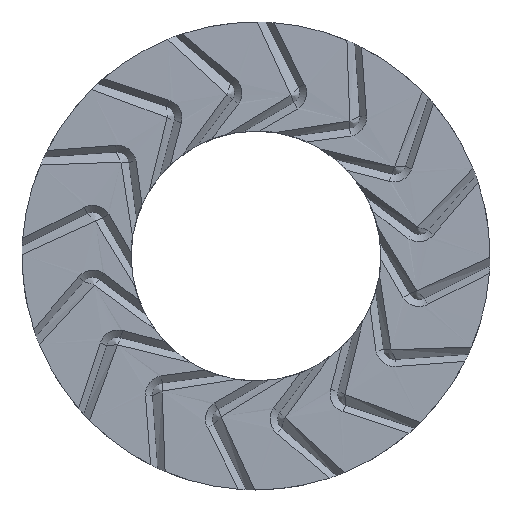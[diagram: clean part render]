
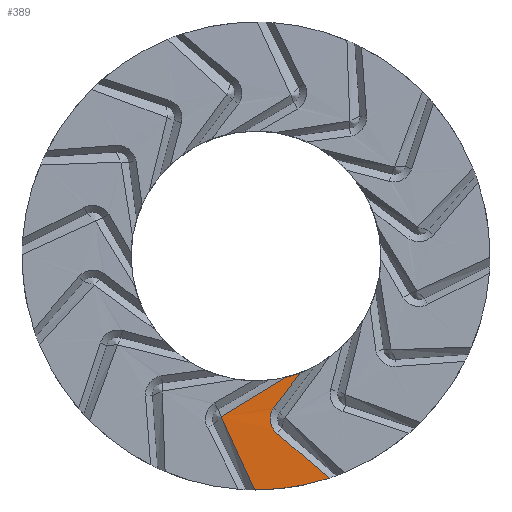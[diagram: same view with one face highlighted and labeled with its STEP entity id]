
A CAD part, top view. The second image highlights one B-rep face of the part: STEP entity #389.
In plain terms, the highlighted planar face has unit normal (0, 0, 1).
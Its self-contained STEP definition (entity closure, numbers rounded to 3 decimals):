
#389 = ADVANCED_FACE( '', ( #798 ), #799, .T. );
#798 = FACE_OUTER_BOUND( '', #1553, .T. );
#799 = PLANE( '', #1554 );
#1553 = EDGE_LOOP( '', ( #2628, #2629, #2630, #2631, #2632, #2633, #2634, #2635 ) );
#1554 = AXIS2_PLACEMENT_3D( '', #2636, #2637, #2638 );
#2628 = ORIENTED_EDGE( '', *, *, #3226, .F. );
#2629 = ORIENTED_EDGE( '', *, *, #3144, .T. );
#2630 = ORIENTED_EDGE( '', *, *, #2951, .F. );
#2631 = ORIENTED_EDGE( '', *, *, #3167, .T. );
#2632 = ORIENTED_EDGE( '', *, *, #3183, .F. );
#2633 = ORIENTED_EDGE( '', *, *, #3107, .F. );
#2634 = ORIENTED_EDGE( '', *, *, #2892, .F. );
#2635 = ORIENTED_EDGE( '', *, *, #2891, .F. );
#2636 = CARTESIAN_POINT( '', ( 0., 0., 0. ) );
#2637 = DIRECTION( '', ( 0., 0., 1. ) );
#2638 = DIRECTION( '', ( 1., 0., 0. ) );
#2891 = EDGE_CURVE( '', #3443, #3446, #3447, .F. );
#2892 = EDGE_CURVE( '', #3446, #3448, #3449, .F. );
#2951 = EDGE_CURVE( '', #3543, #3544, #3545, .T. );
#3107 = EDGE_CURVE( '', #3448, #3764, #3767, .F. );
#3144 = EDGE_CURVE( '', #3818, #3544, #3819, .F. );
#3167 = EDGE_CURVE( '', #3543, #3848, #3850, .T. );
#3183 = EDGE_CURVE( '', #3764, #3848, #3869, .F. );
#3226 = EDGE_CURVE( '', #3818, #3443, #3914, .T. );
#3443 = VERTEX_POINT( '', #4229 );
#3446 = VERTEX_POINT( '', #4233 );
#3447 = B_SPLINE_CURVE_WITH_KNOTS( '', 3, ( #4234, #4235, #4236, #4237 ), .UNSPECIFIED., .F., .F., ( 4, 4 ), ( 0.293, 1. ), .UNSPECIFIED. );
#3448 = VERTEX_POINT( '', #4238 );
#3449 = B_SPLINE_CURVE_WITH_KNOTS( '', 3, ( #4239, #4240, #4241, #4242 ), .UNSPECIFIED., .F., .F., ( 4, 4 ), ( 0., 0.293 ), .UNSPECIFIED. );
#3543 = VERTEX_POINT( '', #4390 );
#3544 = VERTEX_POINT( '', #4391 );
#3545 = LINE( '', #4392, #4393 );
#3764 = VERTEX_POINT( '', #4731 );
#3767 = LINE( '', #4735, #4736 );
#3818 = VERTEX_POINT( '', #4790 );
#3819 = CIRCLE( '', #4791, 2.67 );
#3848 = VERTEX_POINT( '', #4830 );
#3850 = LINE( '', #4832, #4833 );
#3869 = CIRCLE( '', #4856, 5. );
#3914 = LINE( '', #4915, #4916 );
#4229 = CARTESIAN_POINT( '', ( 0.38, -3.241, -0.004 ) );
#4233 = CARTESIAN_POINT( '', ( 0.34, -3.646, 0.001 ) );
#4234 = CARTESIAN_POINT( '', ( 0.34, -3.646, 0.001 ) );
#4235 = CARTESIAN_POINT( '', ( 0.284, -3.518, -0.003 ) );
#4236 = CARTESIAN_POINT( '', ( 0.295, -3.361, -0.007 ) );
#4237 = CARTESIAN_POINT( '', ( 0.382, -3.247, -0.009 ) );
#4238 = CARTESIAN_POINT( '', ( 0.447, -3.786, 0.003 ) );
#4239 = CARTESIAN_POINT( '', ( 0.443, -3.784, 0.005 ) );
#4240 = CARTESIAN_POINT( '', ( 0.398, -3.747, 0.004 ) );
#4241 = CARTESIAN_POINT( '', ( 0.363, -3.699, 0.002 ) );
#4242 = CARTESIAN_POINT( '', ( 0.34, -3.646, 0.001 ) );
#4390 = CARTESIAN_POINT( '', ( -0.748, -3.433, 0. ) );
#4391 = CARTESIAN_POINT( '', ( 0.63, -2.595, 0. ) );
#4392 = CARTESIAN_POINT( '', ( 1.291, -2.208, 0. ) );
#4393 = VECTOR( '', #5123, 1000. );
#4731 = CARTESIAN_POINT( '', ( 1.562, -4.75, 0. ) );
#4735 = CARTESIAN_POINT( '', ( -1.68, -1.936, 0. ) );
#4736 = VECTOR( '', #5260, 1000. );
#4790 = CARTESIAN_POINT( '', ( 0.952, -2.495, 0. ) );
#4791 = AXIS2_PLACEMENT_3D( '', #5348, #5349, #5350 );
#4830 = CARTESIAN_POINT( '', ( -0.032, -5., 0. ) );
#4832 = CARTESIAN_POINT( '', ( -0.308, -4.448, 0. ) );
#4833 = VECTOR( '', #5375, 1000. );
#4856 = AXIS2_PLACEMENT_3D( '', #5408, #5409, #5410 );
#4915 = CARTESIAN_POINT( '', ( 1.805, -1.369, 0. ) );
#4916 = VECTOR( '', #5444, 1000. );
#5123 = DIRECTION( '', ( 0.863, 0.505, 0. ) );
#5260 = DIRECTION( '', ( -0.755, 0.655, 0. ) );
#5348 = CARTESIAN_POINT( '', ( 0., 0., 0. ) );
#5349 = DIRECTION( '', ( 0., 0., 1. ) );
#5350 = DIRECTION( '', ( 1., 0., 0. ) );
#5375 = DIRECTION( '', ( 0.447, -0.895, 0. ) );
#5408 = CARTESIAN_POINT( '', ( 0., 0., 0. ) );
#5409 = DIRECTION( '', ( 0., 0., 1. ) );
#5410 = DIRECTION( '', ( 1., 0., 0. ) );
#5444 = DIRECTION( '', ( -0.604, -0.797, 0. ) );
